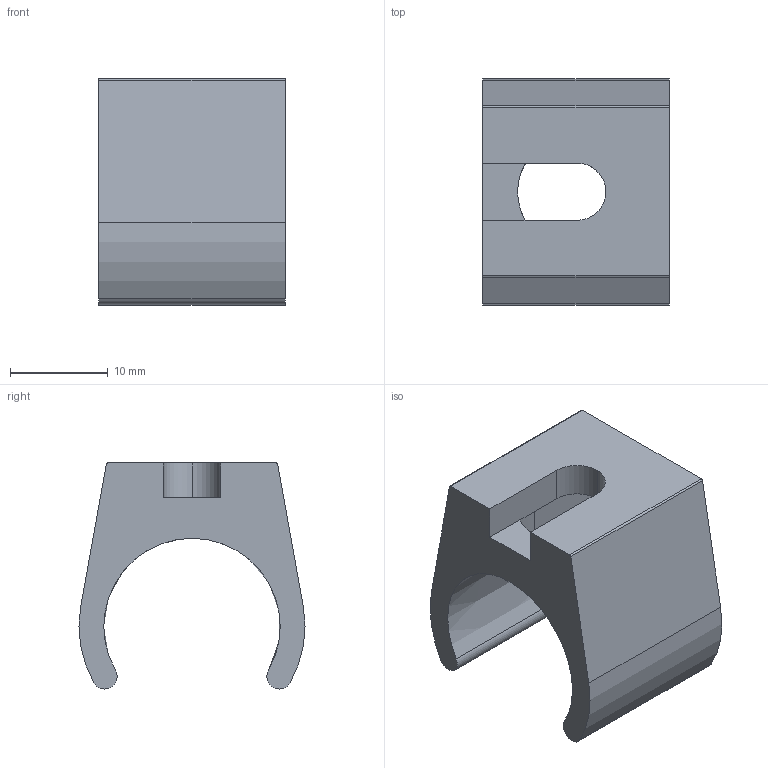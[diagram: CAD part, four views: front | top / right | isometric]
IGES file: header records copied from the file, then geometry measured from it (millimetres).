
Start section:  PTC IGES file: _cgs_temp_output.igs
Global section: file name: _cgs_temp_output.igs; native system: Creo Parametric by Parametric Technology Corporation; preprocessor: 2016360; author: SYSTEM; organization: Unknown; date: 20180615.082555; units: inch
Bounding box: 19.05 x 23.11 x 23.11 mm (x, y, z)
Surface area: 2703.7 mm2 (no closed solid volume)
Topology: 0 solids, 0 shells, 23 faces, 138 edges, 138 vertices
Faces by surface type: revolution 12, bspline 11
